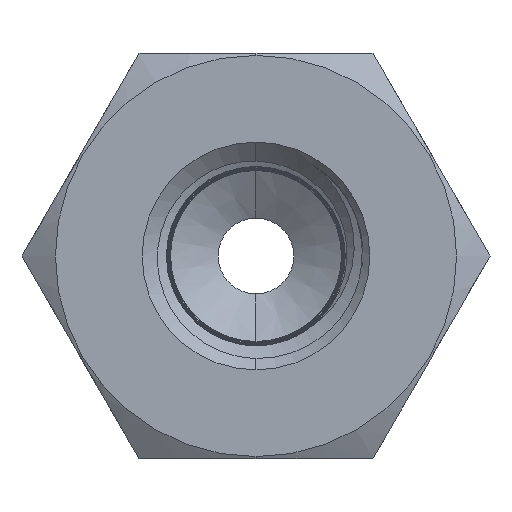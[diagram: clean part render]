
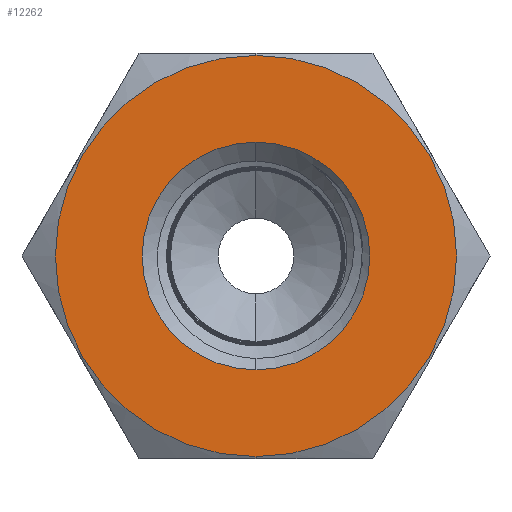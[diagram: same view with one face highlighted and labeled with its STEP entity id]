
A CAD part, left-side view. The second image highlights one B-rep face of the part: STEP entity #12262.
In plain terms, the highlighted planar face has unit normal (-1, 0, 0).
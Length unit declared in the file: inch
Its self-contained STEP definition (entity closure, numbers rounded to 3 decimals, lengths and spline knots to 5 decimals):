
#155 = CARTESIAN_POINT ( 'NONE',  ( 0., 0., -0.281 ) ) ;
#423 = DIRECTION ( 'NONE',  ( 0., 0., 1. ) ) ;
#466 = FACE_OUTER_BOUND ( 'NONE', #7478, .T. ) ;
#472 = DIRECTION ( 'NONE',  ( 0., 0., 1. ) ) ;
#797 = CIRCLE ( 'NONE', #12399, 0.281 ) ;
#810 = CIRCLE ( 'NONE', #10552, 0.495 ) ;
#3099 = AXIS2_PLACEMENT_3D ( 'NONE', #3726, #8967, #11023 ) ;
#3651 = EDGE_CURVE ( 'NONE', #7578, #8465, #6637, .T. ) ;
#3726 = CARTESIAN_POINT ( 'NONE',  ( 0., 0., 0. ) ) ;
#3778 = ORIENTED_EDGE ( 'NONE', *, *, #3651, .T. ) ;
#4058 = DIRECTION ( 'NONE',  ( -1., 0., 0. ) ) ;
#5837 = VERTEX_POINT ( 'NONE', #155 ) ;
#6637 = CIRCLE ( 'NONE', #3099, 0.495 ) ;
#6734 = DIRECTION ( 'NONE',  ( -1., 0., 0. ) ) ;
#6764 = ORIENTED_EDGE ( 'NONE', *, *, #11919, .F. ) ;
#6936 = ORIENTED_EDGE ( 'NONE', *, *, #11713, .F. ) ;
#7125 = CARTESIAN_POINT ( 'NONE',  ( 0., 0., -0.495 ) ) ;
#7233 = CARTESIAN_POINT ( 'NONE',  ( 0., 0., 0.495 ) ) ;
#7478 = EDGE_LOOP ( 'NONE', ( #3778, #11716 ) ) ;
#7578 = VERTEX_POINT ( 'NONE', #7125 ) ;
#7724 = DIRECTION ( 'NONE',  ( -1., 0., 0. ) ) ;
#7854 = CARTESIAN_POINT ( 'NONE',  ( 0., 0., 0. ) ) ;
#8194 = CARTESIAN_POINT ( 'NONE',  ( 0., 0., 0. ) ) ;
#8465 = VERTEX_POINT ( 'NONE', #7233 ) ;
#8967 = DIRECTION ( 'NONE',  ( -1., 0., 0. ) ) ;
#9013 = DIRECTION ( 'NONE',  ( 0., 0., -1. ) ) ;
#9579 = AXIS2_PLACEMENT_3D ( 'NONE', #10305, #4058, #12428 ) ;
#9857 = CARTESIAN_POINT ( 'NONE',  ( 0., 0., 0.281 ) ) ;
#9858 = CARTESIAN_POINT ( 'NONE',  ( 0., 0., 0. ) ) ;
#10094 = VERTEX_POINT ( 'NONE', #9857 ) ;
#10305 = CARTESIAN_POINT ( 'NONE',  ( 0., 0., 0. ) ) ;
#10424 = FACE_BOUND ( 'NONE', #10921, .T. ) ;
#10552 = AXIS2_PLACEMENT_3D ( 'NONE', #9858, #6734, #472 ) ;
#10733 = AXIS2_PLACEMENT_3D ( 'NONE', #8194, #11208, #9013 ) ;
#10921 = EDGE_LOOP ( 'NONE', ( #6764, #6936 ) ) ;
#11023 = DIRECTION ( 'NONE',  ( 0., 0., 1. ) ) ;
#11208 = DIRECTION ( 'NONE',  ( 1., 0., 0. ) ) ;
#11470 = EDGE_CURVE ( 'NONE', #8465, #7578, #810, .T. ) ;
#11713 = EDGE_CURVE ( 'NONE', #5837, #10094, #797, .T. ) ;
#11716 = ORIENTED_EDGE ( 'NONE', *, *, #11470, .T. ) ;
#11904 = CIRCLE ( 'NONE', #9579, 0.281 ) ;
#11919 = EDGE_CURVE ( 'NONE', #10094, #5837, #11904, .T. ) ;
#12217 = PLANE ( 'NONE',  #10733 ) ;
#12262 = ADVANCED_FACE ( 'NONE', ( #466, #10424 ), #12217, .F. ) ;
#12399 = AXIS2_PLACEMENT_3D ( 'NONE', #7854, #7724, #423 ) ;
#12428 = DIRECTION ( 'NONE',  ( 0., 0., 1. ) ) ;
